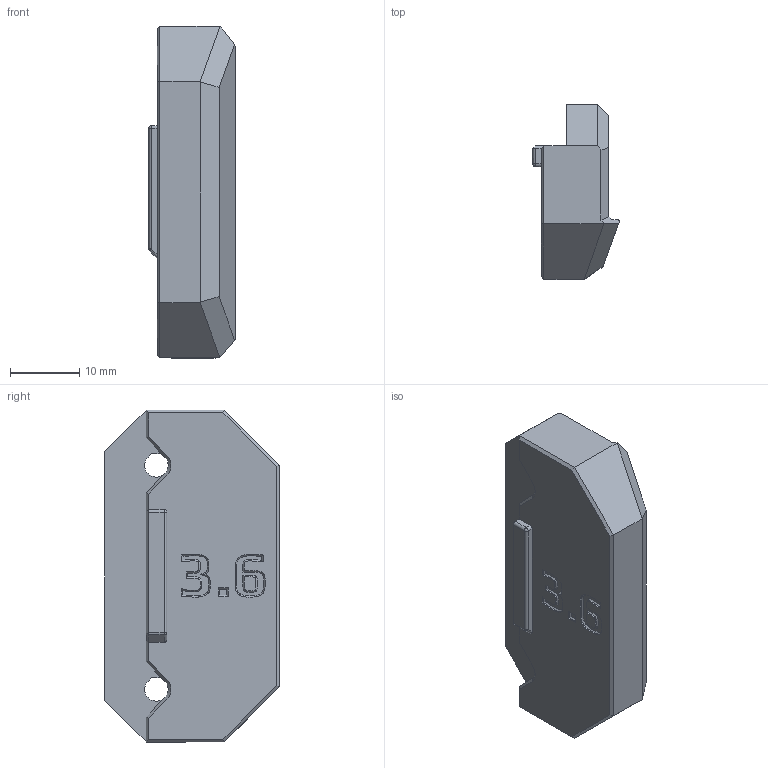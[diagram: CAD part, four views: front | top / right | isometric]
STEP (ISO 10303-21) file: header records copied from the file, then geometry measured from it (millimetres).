
FILE_DESCRIPTION(/* description */ ('STEP AP242','CAx-IF Rec.Pracs.---Representation and Presentation of Product Manufacturing Information (PMI)---4.0---2014-10-13','CAx-IF Rec.Pracs.---3D Tessellated Geometry---0.4---2014-09-14','2;1'),/* implementation_level */ '2;1');
FILE_NAME(/* name */ '68d00ff8096e3cefbbde5f7b',/* time_stamp */ '2025-09-21T14:47:20Z',/* author */ (''),/* organization */ (''),/* preprocessor_version */ 'ST-DEVELOPER v20',/* originating_system */ 'ONSHAPE BY PTC INC, 1.204',/* authorisation */ ' ');
FILE_SCHEMA (('AP242_MANAGED_MODEL_BASED_3D_ENGINEERING_MIM_LF { 1 0 10303 442 1 1 4 }'));
Length unit declared in the file: metre
Products named in the file (1): Latch_3.6mm v2
Bounding box: 12.47 x 25.28 x 48 mm (x, y, z)
Volume: 8866.3 mm3; surface area: 3830.7 mm2
Topology: 1 solids, 1 shells, 279 faces, 682 edges, 411 vertices
Faces by surface type: plane 141, bspline 97, cylinder 33, cone 6, sphere 2
Entity records: 9819 total; most frequent: CARTESIAN_POINT 3910, ORIENTED_EDGE 1364, DIRECTION 925, EDGE_CURVE 682, LINE 441, VECTOR 441, VERTEX_POINT 411, EDGE_LOOP 289
